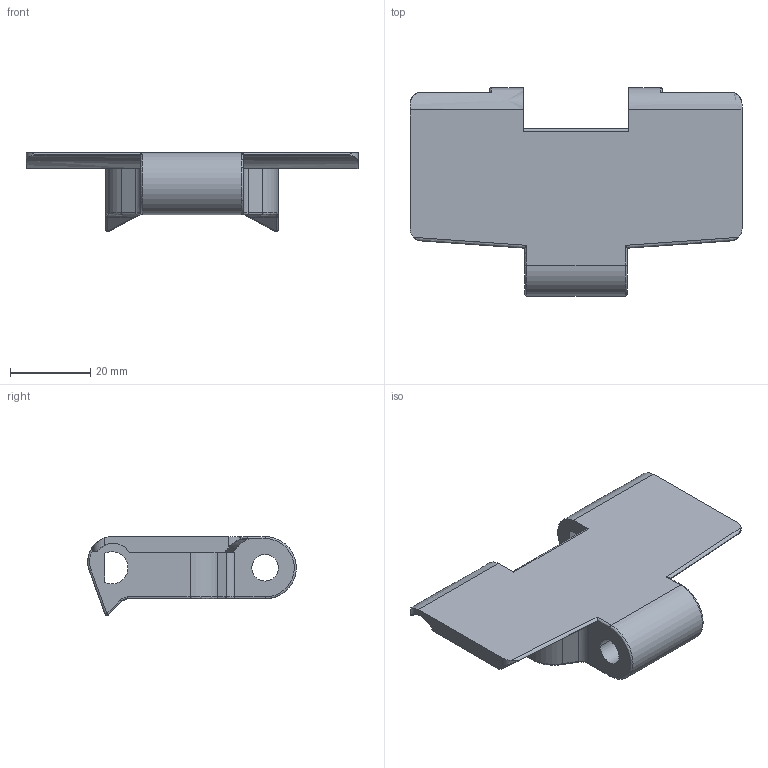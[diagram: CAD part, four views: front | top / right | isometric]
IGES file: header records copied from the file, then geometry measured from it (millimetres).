
Start section:  PTC IGES file: 880-k325.igs
Global section: file name: 880-k325.igs; native system: Pro/ENGINEER by Parametric Technology Corporation; preprocessor: 2005310; author: RCRU51; organization: Unknown; date: 080606.111831; units: millimetre
Bounding box: 82.5 x 51.85 x 19.59 mm (x, y, z)
Surface area: 10674.2 mm2 (no closed solid volume)
Topology: 0 solids, 0 shells, 101 faces, 528 edges, 528 vertices
Faces by surface type: revolution 65, bspline 36
